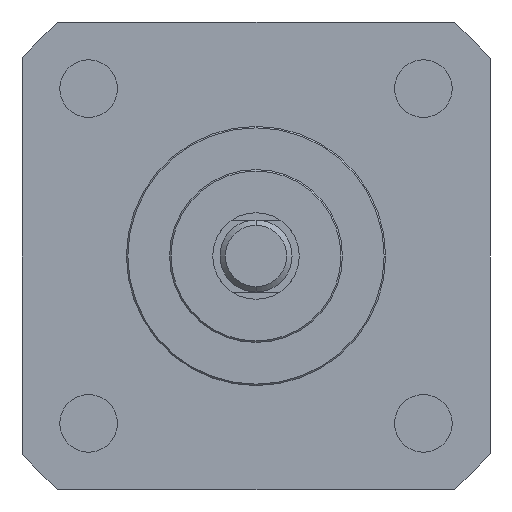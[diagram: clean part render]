
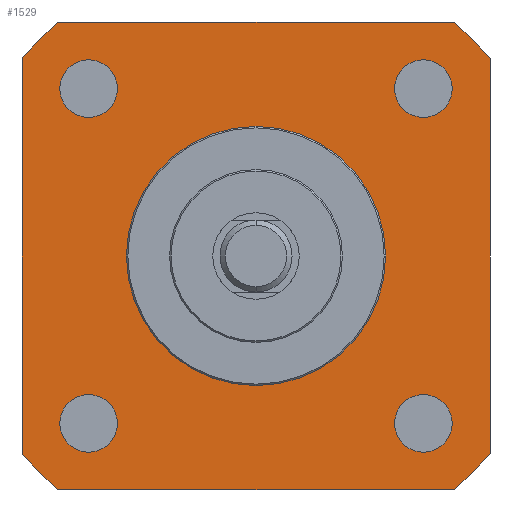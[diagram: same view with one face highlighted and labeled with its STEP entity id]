
A CAD part, front view. The second image highlights one B-rep face of the part: STEP entity #1529.
In plain terms, the highlighted planar face has unit normal (0, -1, 0).
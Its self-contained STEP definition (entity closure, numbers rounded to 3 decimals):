
#805=VERTEX_POINT('',#2477);
#819=EDGE_CURVE('',#1394,#2313,#2491,.T.);
#897=VERTEX_POINT('',#2585);
#921=EDGE_CURVE('',#1771,#1966,#2613,.T.);
#929=VERTEX_POINT('',#2621);
#954=EDGE_CURVE('',#1966,#1394,#2649,.T.);
#979=EDGE_CURVE('',#1784,#985,#2677,.T.);
#985=VERTEX_POINT('',#2683);
#1026=EDGE_CURVE('',#1562,#1402,#2727,.T.);
#1055=VERTEX_POINT('',#2759);
#1262=EDGE_CURVE('',#805,#1771,#2985,.T.);
#1284=EDGE_CURVE('',#2313,#2033,#3009,.T.);
#1294=EDGE_CURVE('',#2033,#1562,#3019,.T.);
#1394=VERTEX_POINT('',#3130);
#1402=VERTEX_POINT('',#3138);
#1521=EDGE_CURVE('',#1735,#897,#3269,.T.);
#1529=ADVANCED_FACE('1[1]',(#3278,#3279,#3280,#3281,#3282,#3283),#3284,.T.);
#1562=VERTEX_POINT('',#3320);
#1601=EDGE_CURVE('',#1872,#1651,#3364,.T.);
#1651=VERTEX_POINT('',#3419);
#1688=EDGE_CURVE('',#1402,#805,#3459,.T.);
#1735=VERTEX_POINT('',#3512);
#1771=VERTEX_POINT('',#3552);
#1784=VERTEX_POINT('',#3566);
#1786=EDGE_CURVE('',#1905,#929,#3568,.T.);
#1872=VERTEX_POINT('',#3667);
#1905=VERTEX_POINT('',#3703);
#1915=EDGE_CURVE('',#2321,#1055,#3713,.T.);
#1966=VERTEX_POINT('',#3768);
#2033=VERTEX_POINT('',#3842);
#2130=EDGE_CURVE('',#1055,#2321,#3954,.T.);
#2192=EDGE_CURVE('',#1651,#1872,#4020,.T.);
#2236=EDGE_CURVE('',#929,#1905,#4068,.T.);
#2313=VERTEX_POINT('',#4153);
#2321=VERTEX_POINT('',#4163);
#2356=EDGE_CURVE('',#897,#1735,#4203,.T.);
#2446=EDGE_CURVE('',#985,#1784,#4306,.T.);
#2477=CARTESIAN_POINT('',(-7.878,-31.5,111.744));
#2491=LINE('',#4356,#4357);
#2585=CARTESIAN_POINT('',(51.872,-31.5,115.88));
#2613=LINE('',#4517,#4518);
#2621=CARTESIAN_POINT('',(43.872,-31.5,162.38));
#2649=CIRCLE('',#4566,42.5);
#2677=CIRCLE('',#4606,4.0);
#2683=CARTESIAN_POINT('',(-2.628,-31.5,162.38));
#2727=CIRCLE('',#4670,42.5);
#2759=CARTESIAN_POINT('',(-2.628,-31.5,115.88));
#2985=CIRCLE('',#5022,42.5);
#3009=CIRCLE('',#5054,42.5);
#3019=LINE('',#5068,#5069);
#3130=CARTESIAN_POINT('',(57.122,-31.5,111.744));
#3138=CARTESIAN_POINT('',(-7.878,-31.5,166.516));
#3269=CIRCLE('',#5416,4.0);
#3278=FACE_BOUND('',#5427,.T.);
#3279=FACE_OUTER_BOUND('',#5428,.T.);
#3280=FACE_BOUND('',#5429,.T.);
#3281=FACE_BOUND('',#5430,.T.);
#3282=FACE_BOUND('',#5431,.T.);
#3283=FACE_BOUND('',#5432,.T.);
#3284=PLANE('',#5433);
#3320=CARTESIAN_POINT('',(-2.764,-31.5,171.63));
#3364=CIRCLE('',#5544,18.0);
#3419=CARTESIAN_POINT('',(24.622,-31.5,157.13));
#3459=LINE('',#5674,#5675);
#3512=CARTESIAN_POINT('',(43.872,-31.5,115.88));
#3552=CARTESIAN_POINT('',(-2.764,-31.5,106.63));
#3566=CARTESIAN_POINT('',(5.372,-31.5,162.38));
#3568=CIRCLE('',#5822,4.0);
#3667=CARTESIAN_POINT('',(24.622,-31.5,121.13));
#3703=CARTESIAN_POINT('',(51.872,-31.5,162.38));
#3713=CIRCLE('',#6018,4.0);
#3768=CARTESIAN_POINT('',(52.008,-31.5,106.63));
#3842=CARTESIAN_POINT('',(52.008,-31.5,171.63));
#3954=CIRCLE('',#6342,4.0);
#4020=CIRCLE('',#6436,18.0);
#4068=CIRCLE('',#6503,4.0);
#4153=CARTESIAN_POINT('',(57.122,-31.5,166.516));
#4163=CARTESIAN_POINT('',(5.372,-31.5,115.88));
#4203=CIRCLE('',#6684,4.0);
#4306=CIRCLE('',#6813,4.0);
#4356=CARTESIAN_POINT('',(57.122,-31.5,139.13));
#4357=VECTOR('',#6824,1.0);
#4517=CARTESIAN_POINT('',(24.622,-31.5,106.63));
#4518=VECTOR('',#6976,1.0);
#4566=AXIS2_PLACEMENT_3D('',#7005,#7006,#7007);
#4606=AXIS2_PLACEMENT_3D('',#7051,#7052,#7053);
#4670=AXIS2_PLACEMENT_3D('',#7096,#7097,#7098);
#5022=AXIS2_PLACEMENT_3D('',#7383,#7384,#7385);
#5054=AXIS2_PLACEMENT_3D('',#7410,#7411,#7412);
#5068=CARTESIAN_POINT('',(24.622,-31.5,171.63));
#5069=VECTOR('',#7417,1.0);
#5416=AXIS2_PLACEMENT_3D('',#7662,#7663,#7664);
#5427=EDGE_LOOP('',(#7674,#7675));
#5428=EDGE_LOOP('',(#7676,#7677,#7678,#7679,#7680,#7681,#7682,#7683));
#5429=EDGE_LOOP('',(#7684,#7685));
#5430=EDGE_LOOP('',(#7686,#7687));
#5431=EDGE_LOOP('',(#7688,#7689));
#5432=EDGE_LOOP('',(#7690,#7691));
#5433=AXIS2_PLACEMENT_3D('',#7692,#7693,#7694);
#5544=AXIS2_PLACEMENT_3D('',#7784,#7785,#7786);
#5674=CARTESIAN_POINT('',(-7.878,-31.5,139.13));
#5675=VECTOR('',#7892,1.0);
#5822=AXIS2_PLACEMENT_3D('',#8020,#8021,#8022);
#6018=AXIS2_PLACEMENT_3D('',#8188,#8189,#8190);
#6342=AXIS2_PLACEMENT_3D('',#8492,#8493,#8494);
#6436=AXIS2_PLACEMENT_3D('',#8561,#8562,#8563);
#6503=AXIS2_PLACEMENT_3D('',#8613,#8614,#8615);
#6684=AXIS2_PLACEMENT_3D('',#8812,#8813,#8814);
#6813=AXIS2_PLACEMENT_3D('',#8926,#8927,#8928);
#6824=DIRECTION('',(0.0,0.0,1.0));
#6976=DIRECTION('',(1.0,0.0,0.0));
#7005=CARTESIAN_POINT('',(24.622,-31.5,139.13));
#7006=DIRECTION('',(0.0,-1.0,0.0));
#7007=DIRECTION('',(1.0,0.0,0.0));
#7051=CARTESIAN_POINT('',(1.372,-31.5,162.38));
#7052=DIRECTION('',(0.0,1.0,0.0));
#7053=DIRECTION('',(1.0,0.0,0.0));
#7096=CARTESIAN_POINT('',(24.622,-31.5,139.13));
#7097=DIRECTION('',(0.0,-1.0,0.0));
#7098=DIRECTION('',(1.0,0.0,0.0));
#7383=CARTESIAN_POINT('',(24.622,-31.5,139.13));
#7384=DIRECTION('',(0.0,-1.0,0.0));
#7385=DIRECTION('',(1.0,0.0,0.0));
#7410=CARTESIAN_POINT('',(24.622,-31.5,139.13));
#7411=DIRECTION('',(0.0,-1.0,0.0));
#7412=DIRECTION('',(1.0,0.0,0.0));
#7417=DIRECTION('',(-1.0,0.0,0.0));
#7662=CARTESIAN_POINT('',(47.872,-31.5,115.88));
#7663=DIRECTION('',(0.0,1.0,0.0));
#7664=DIRECTION('',(1.0,0.0,0.0));
#7674=ORIENTED_EDGE('',*,*,#1601,.T.);
#7675=ORIENTED_EDGE('',*,*,#2192,.T.);
#7676=ORIENTED_EDGE('',*,*,#1026,.T.);
#7677=ORIENTED_EDGE('',*,*,#1688,.T.);
#7678=ORIENTED_EDGE('',*,*,#1262,.T.);
#7679=ORIENTED_EDGE('',*,*,#921,.T.);
#7680=ORIENTED_EDGE('',*,*,#954,.T.);
#7681=ORIENTED_EDGE('',*,*,#819,.T.);
#7682=ORIENTED_EDGE('',*,*,#1284,.T.);
#7683=ORIENTED_EDGE('',*,*,#1294,.T.);
#7684=ORIENTED_EDGE('',*,*,#2446,.T.);
#7685=ORIENTED_EDGE('',*,*,#979,.T.);
#7686=ORIENTED_EDGE('',*,*,#2236,.T.);
#7687=ORIENTED_EDGE('',*,*,#1786,.T.);
#7688=ORIENTED_EDGE('',*,*,#1521,.T.);
#7689=ORIENTED_EDGE('',*,*,#2356,.T.);
#7690=ORIENTED_EDGE('',*,*,#2130,.T.);
#7691=ORIENTED_EDGE('',*,*,#1915,.T.);
#7692=CARTESIAN_POINT('',(24.622,-31.5,139.13));
#7693=DIRECTION('',(0.0,-1.0,0.0));
#7694=DIRECTION('',(0.0,0.0,-1.0));
#7784=CARTESIAN_POINT('',(24.622,-31.5,139.13));
#7785=DIRECTION('',(0.0,1.0,0.0));
#7786=DIRECTION('',(0.0,0.0,1.0));
#7892=DIRECTION('',(0.0,0.0,-1.0));
#8020=CARTESIAN_POINT('',(47.872,-31.5,162.38));
#8021=DIRECTION('',(0.0,1.0,0.0));
#8022=DIRECTION('',(1.0,0.0,0.0));
#8188=CARTESIAN_POINT('',(1.372,-31.5,115.88));
#8189=DIRECTION('',(0.0,1.0,0.0));
#8190=DIRECTION('',(1.0,0.0,0.0));
#8492=CARTESIAN_POINT('',(1.372,-31.5,115.88));
#8493=DIRECTION('',(0.0,1.0,0.0));
#8494=DIRECTION('',(1.0,0.0,0.0));
#8561=CARTESIAN_POINT('',(24.622,-31.5,139.13));
#8562=DIRECTION('',(0.0,1.0,0.0));
#8563=DIRECTION('',(0.0,0.0,1.0));
#8613=CARTESIAN_POINT('',(47.872,-31.5,162.38));
#8614=DIRECTION('',(0.0,1.0,0.0));
#8615=DIRECTION('',(1.0,0.0,0.0));
#8812=CARTESIAN_POINT('',(47.872,-31.5,115.88));
#8813=DIRECTION('',(0.0,1.0,0.0));
#8814=DIRECTION('',(1.0,0.0,0.0));
#8926=CARTESIAN_POINT('',(1.372,-31.5,162.38));
#8927=DIRECTION('',(0.0,1.0,0.0));
#8928=DIRECTION('',(1.0,0.0,0.0));
